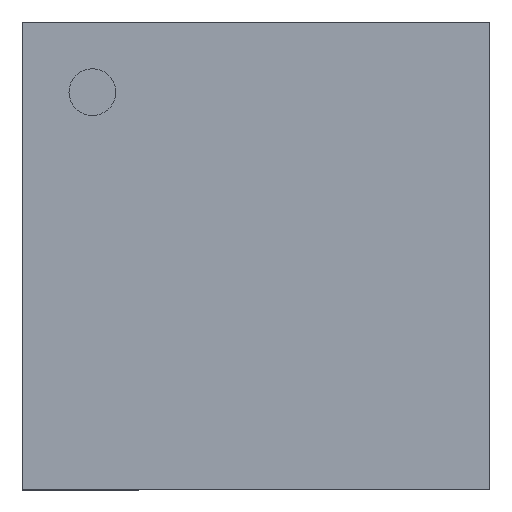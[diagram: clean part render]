
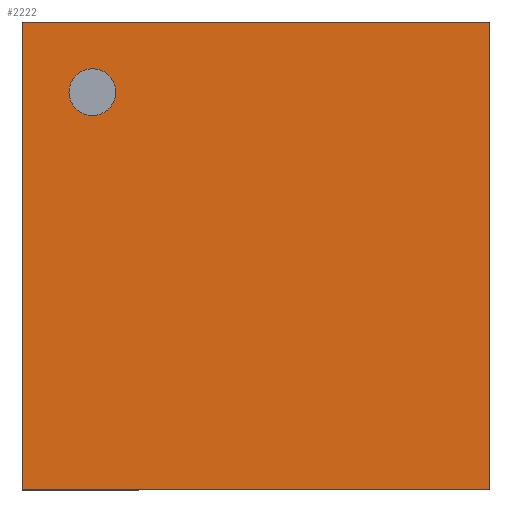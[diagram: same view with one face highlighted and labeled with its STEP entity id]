
A CAD part, top view. The second image highlights one B-rep face of the part: STEP entity #2222.
In plain terms, the highlighted planar face has unit normal (0, 0, 1).
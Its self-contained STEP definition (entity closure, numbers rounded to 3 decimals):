
#367 = PLANE('',#368);
#368 = AXIS2_PLACEMENT_3D('',#369,#370,#371);
#369 = CARTESIAN_POINT('',(-0.5,-0.5,0.025));
#370 = DIRECTION('',(1.,0.,0.));
#371 = DIRECTION('',(0.,0.,1.));
#395 = PLANE('',#396);
#396 = AXIS2_PLACEMENT_3D('',#397,#398,#399);
#397 = CARTESIAN_POINT('',(-0.5,-0.5,0.025));
#398 = DIRECTION('',(0.,1.,0.));
#399 = DIRECTION('',(0.,0.,1.));
#423 = PLANE('',#424);
#424 = AXIS2_PLACEMENT_3D('',#425,#426,#427);
#425 = CARTESIAN_POINT('',(0.5,-0.5,0.025));
#426 = DIRECTION('',(1.,0.,0.));
#427 = DIRECTION('',(0.,0.,1.));
#449 = PLANE('',#450);
#450 = AXIS2_PLACEMENT_3D('',#451,#452,#453);
#451 = CARTESIAN_POINT('',(-0.5,0.5,0.025));
#452 = DIRECTION('',(0.,1.,0.));
#453 = DIRECTION('',(0.,0.,1.));
#1021 = VERTEX_POINT('',#1022);
#1022 = CARTESIAN_POINT('',(-0.5,-0.5,0.525));
#1045 = VERTEX_POINT('',#1046);
#1046 = CARTESIAN_POINT('',(-0.5,0.5,0.525));
#1067 = EDGE_CURVE('',#1021,#1045,#1068,.T.);
#1068 = SURFACE_CURVE('',#1069,(#1073,#1080),.PCURVE_S1.);
#1069 = LINE('',#1070,#1071);
#1070 = CARTESIAN_POINT('',(-0.5,-0.5,0.525));
#1071 = VECTOR('',#1072,1.);
#1072 = DIRECTION('',(0.,1.,0.));
#1073 = PCURVE('',#367,#1074);
#1074 = DEFINITIONAL_REPRESENTATION('',(#1075),#1079);
#1075 = LINE('',#1076,#1077);
#1076 = CARTESIAN_POINT('',(0.5,0.));
#1077 = VECTOR('',#1078,1.);
#1078 = DIRECTION('',(0.,-1.));
#1079 = ( GEOMETRIC_REPRESENTATION_CONTEXT(2) 
PARAMETRIC_REPRESENTATION_CONTEXT() REPRESENTATION_CONTEXT('2D SPACE',''
  ) );
#1080 = PCURVE('',#1081,#1086);
#1081 = PLANE('',#1082);
#1082 = AXIS2_PLACEMENT_3D('',#1083,#1084,#1085);
#1083 = CARTESIAN_POINT('',(-0.5,-0.5,0.525));
#1084 = DIRECTION('',(0.,0.,1.));
#1085 = DIRECTION('',(1.,0.,0.));
#1086 = DEFINITIONAL_REPRESENTATION('',(#1087),#1091);
#1087 = LINE('',#1088,#1089);
#1088 = CARTESIAN_POINT('',(0.,0.));
#1089 = VECTOR('',#1090,1.);
#1090 = DIRECTION('',(0.,1.));
#1091 = ( GEOMETRIC_REPRESENTATION_CONTEXT(2) 
PARAMETRIC_REPRESENTATION_CONTEXT() REPRESENTATION_CONTEXT('2D SPACE',''
  ) );
#1098 = EDGE_CURVE('',#1045,#1099,#1101,.T.);
#1099 = VERTEX_POINT('',#1100);
#1100 = CARTESIAN_POINT('',(0.5,0.5,0.525));
#1101 = SURFACE_CURVE('',#1102,(#1106,#1113),.PCURVE_S1.);
#1102 = LINE('',#1103,#1104);
#1103 = CARTESIAN_POINT('',(-0.5,0.5,0.525));
#1104 = VECTOR('',#1105,1.);
#1105 = DIRECTION('',(1.,0.,0.));
#1106 = PCURVE('',#449,#1107);
#1107 = DEFINITIONAL_REPRESENTATION('',(#1108),#1112);
#1108 = LINE('',#1109,#1110);
#1109 = CARTESIAN_POINT('',(0.5,0.));
#1110 = VECTOR('',#1111,1.);
#1111 = DIRECTION('',(0.,1.));
#1112 = ( GEOMETRIC_REPRESENTATION_CONTEXT(2) 
PARAMETRIC_REPRESENTATION_CONTEXT() REPRESENTATION_CONTEXT('2D SPACE',''
  ) );
#1113 = PCURVE('',#1081,#1114);
#1114 = DEFINITIONAL_REPRESENTATION('',(#1115),#1119);
#1115 = LINE('',#1116,#1117);
#1116 = CARTESIAN_POINT('',(0.,1.));
#1117 = VECTOR('',#1118,1.);
#1118 = DIRECTION('',(1.,0.));
#1119 = ( GEOMETRIC_REPRESENTATION_CONTEXT(2) 
PARAMETRIC_REPRESENTATION_CONTEXT() REPRESENTATION_CONTEXT('2D SPACE',''
  ) );
#1147 = EDGE_CURVE('',#1021,#1148,#1150,.T.);
#1148 = VERTEX_POINT('',#1149);
#1149 = CARTESIAN_POINT('',(0.5,-0.5,0.525));
#1150 = SURFACE_CURVE('',#1151,(#1155,#1162),.PCURVE_S1.);
#1151 = LINE('',#1152,#1153);
#1152 = CARTESIAN_POINT('',(-0.5,-0.5,0.525));
#1153 = VECTOR('',#1154,1.);
#1154 = DIRECTION('',(1.,0.,0.));
#1155 = PCURVE('',#395,#1156);
#1156 = DEFINITIONAL_REPRESENTATION('',(#1157),#1161);
#1157 = LINE('',#1158,#1159);
#1158 = CARTESIAN_POINT('',(0.5,0.));
#1159 = VECTOR('',#1160,1.);
#1160 = DIRECTION('',(0.,1.));
#1161 = ( GEOMETRIC_REPRESENTATION_CONTEXT(2) 
PARAMETRIC_REPRESENTATION_CONTEXT() REPRESENTATION_CONTEXT('2D SPACE',''
  ) );
#1162 = PCURVE('',#1081,#1163);
#1163 = DEFINITIONAL_REPRESENTATION('',(#1164),#1168);
#1164 = LINE('',#1165,#1166);
#1165 = CARTESIAN_POINT('',(0.,0.));
#1166 = VECTOR('',#1167,1.);
#1167 = DIRECTION('',(1.,0.));
#1168 = ( GEOMETRIC_REPRESENTATION_CONTEXT(2) 
PARAMETRIC_REPRESENTATION_CONTEXT() REPRESENTATION_CONTEXT('2D SPACE',''
  ) );
#1197 = EDGE_CURVE('',#1148,#1099,#1198,.T.);
#1198 = SURFACE_CURVE('',#1199,(#1203,#1210),.PCURVE_S1.);
#1199 = LINE('',#1200,#1201);
#1200 = CARTESIAN_POINT('',(0.5,-0.5,0.525));
#1201 = VECTOR('',#1202,1.);
#1202 = DIRECTION('',(0.,1.,0.));
#1203 = PCURVE('',#423,#1204);
#1204 = DEFINITIONAL_REPRESENTATION('',(#1205),#1209);
#1205 = LINE('',#1206,#1207);
#1206 = CARTESIAN_POINT('',(0.5,0.));
#1207 = VECTOR('',#1208,1.);
#1208 = DIRECTION('',(0.,-1.));
#1209 = ( GEOMETRIC_REPRESENTATION_CONTEXT(2) 
PARAMETRIC_REPRESENTATION_CONTEXT() REPRESENTATION_CONTEXT('2D SPACE',''
  ) );
#1210 = PCURVE('',#1081,#1211);
#1211 = DEFINITIONAL_REPRESENTATION('',(#1212),#1216);
#1212 = LINE('',#1213,#1214);
#1213 = CARTESIAN_POINT('',(1.,0.));
#1214 = VECTOR('',#1215,1.);
#1215 = DIRECTION('',(0.,1.));
#1216 = ( GEOMETRIC_REPRESENTATION_CONTEXT(2) 
PARAMETRIC_REPRESENTATION_CONTEXT() REPRESENTATION_CONTEXT('2D SPACE',''
  ) );
#2222 = ADVANCED_FACE('',(#2223,#2229),#1081,.T.);
#2223 = FACE_BOUND('',#2224,.T.);
#2224 = EDGE_LOOP('',(#2225,#2226,#2227,#2228));
#2225 = ORIENTED_EDGE('',*,*,#1067,.F.);
#2226 = ORIENTED_EDGE('',*,*,#1147,.T.);
#2227 = ORIENTED_EDGE('',*,*,#1197,.T.);
#2228 = ORIENTED_EDGE('',*,*,#1098,.F.);
#2229 = FACE_BOUND('',#2230,.T.);
#2230 = EDGE_LOOP('',(#2231));
#2231 = ORIENTED_EDGE('',*,*,#2232,.T.);
#2232 = EDGE_CURVE('',#2233,#2233,#2235,.T.);
#2233 = VERTEX_POINT('',#2234);
#2234 = CARTESIAN_POINT('',(-0.3,-0.35,0.525));
#2235 = SURFACE_CURVE('',#2236,(#2241,#2252),.PCURVE_S1.);
#2236 = CIRCLE('',#2237,0.05);
#2237 = AXIS2_PLACEMENT_3D('',#2238,#2239,#2240);
#2238 = CARTESIAN_POINT('',(-0.35,-0.35,0.525));
#2239 = DIRECTION('',(0.,0.,-1.));
#2240 = DIRECTION('',(1.,0.,0.));
#2241 = PCURVE('',#1081,#2242);
#2242 = DEFINITIONAL_REPRESENTATION('',(#2243),#2251);
#2243 = ( BOUNDED_CURVE() B_SPLINE_CURVE(2,(#2244,#2245,#2246,#2247,
#2248,#2249,#2250),.UNSPECIFIED.,.T.,.F.) B_SPLINE_CURVE_WITH_KNOTS((1,2
    ,2,2,2,1),(-2.094,0.,2.094,4.189,
6.283,8.378),.UNSPECIFIED.) CURVE() 
GEOMETRIC_REPRESENTATION_ITEM() RATIONAL_B_SPLINE_CURVE((1.,0.5,1.,0.5,
1.,0.5,1.)) REPRESENTATION_ITEM('') );
#2244 = CARTESIAN_POINT('',(0.2,0.15));
#2245 = CARTESIAN_POINT('',(0.2,0.063));
#2246 = CARTESIAN_POINT('',(0.125,0.107));
#2247 = CARTESIAN_POINT('',(0.05,0.15));
#2248 = CARTESIAN_POINT('',(0.125,0.193));
#2249 = CARTESIAN_POINT('',(0.2,0.237));
#2250 = CARTESIAN_POINT('',(0.2,0.15));
#2251 = ( GEOMETRIC_REPRESENTATION_CONTEXT(2) 
PARAMETRIC_REPRESENTATION_CONTEXT() REPRESENTATION_CONTEXT('2D SPACE',''
  ) );
#2252 = PCURVE('',#2253,#2258);
#2253 = CYLINDRICAL_SURFACE('',#2254,0.05);
#2254 = AXIS2_PLACEMENT_3D('',#2255,#2256,#2257);
#2255 = CARTESIAN_POINT('',(-0.35,-0.35,0.545));
#2256 = DIRECTION('',(-0.,-0.,-1.));
#2257 = DIRECTION('',(1.,0.,0.));
#2258 = DEFINITIONAL_REPRESENTATION('',(#2259),#2263);
#2259 = LINE('',#2260,#2261);
#2260 = CARTESIAN_POINT('',(-6.283,0.02));
#2261 = VECTOR('',#2262,1.);
#2262 = DIRECTION('',(1.,-0.));
#2263 = ( GEOMETRIC_REPRESENTATION_CONTEXT(2) 
PARAMETRIC_REPRESENTATION_CONTEXT() REPRESENTATION_CONTEXT('2D SPACE',''
  ) );
